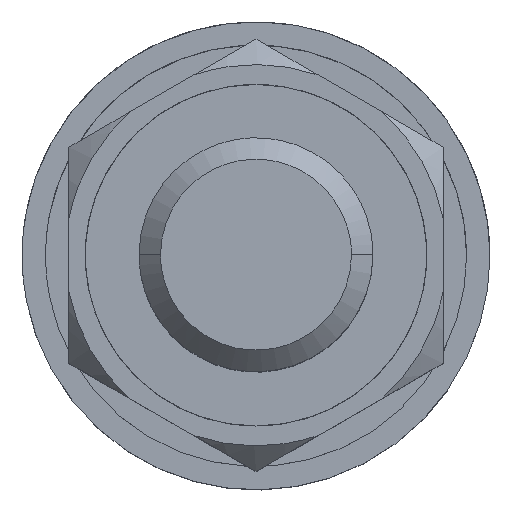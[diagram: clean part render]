
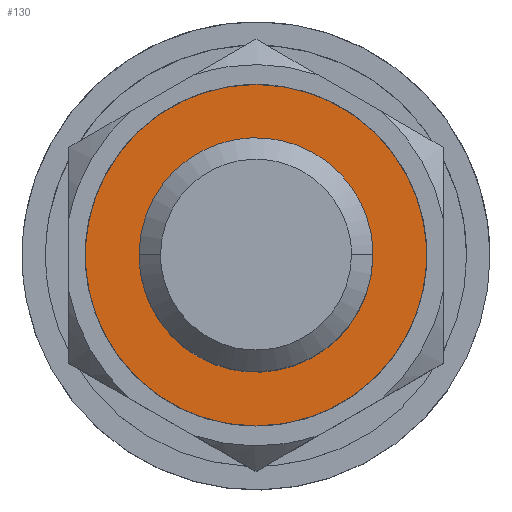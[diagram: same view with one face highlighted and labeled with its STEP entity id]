
A CAD part, top view. The second image highlights one B-rep face of the part: STEP entity #130.
In plain terms, the highlighted planar face has unit normal (0, 0, 1).
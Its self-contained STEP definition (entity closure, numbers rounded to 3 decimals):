
#39=FACE_BOUND('',#373,.T.);
#130=ADVANCED_FACE('',(#247,#39),#1812,.T.);
#247=FACE_OUTER_BOUND('',#372,.T.);
#372=EDGE_LOOP('',(#852,#853));
#373=EDGE_LOOP('',(#854,#855));
#852=ORIENTED_EDGE('',*,*,#1250,.T.);
#853=ORIENTED_EDGE('',*,*,#1248,.T.);
#854=ORIENTED_EDGE('',*,*,#1216,.T.);
#855=ORIENTED_EDGE('',*,*,#1215,.T.);
#1215=EDGE_CURVE('',#1720,#1721,#1543,.T.);
#1216=EDGE_CURVE('',#1721,#1720,#1544,.T.);
#1248=EDGE_CURVE('',#1719,#1718,#1567,.T.);
#1250=EDGE_CURVE('',#1718,#1719,#1569,.T.);
#1543=(
BOUNDED_CURVE()
B_SPLINE_CURVE(2,(#4096,#4097,#4098,#4099,#4100),.UNSPECIFIED.,.F.,.F.)
B_SPLINE_CURVE_WITH_KNOTS((3,2,3),(-15.708,-7.854,0.),
 .UNSPECIFIED.)
CURVE()
GEOMETRIC_REPRESENTATION_ITEM()
RATIONAL_B_SPLINE_CURVE((1.,0.707,1.,0.707,1.))
REPRESENTATION_ITEM('')
);
#1544=(
BOUNDED_CURVE()
B_SPLINE_CURVE(2,(#4101,#4102,#4103,#4104,#4105),.UNSPECIFIED.,.F.,.F.)
B_SPLINE_CURVE_WITH_KNOTS((3,2,3),(-15.708,-7.854,0.),
 .UNSPECIFIED.)
CURVE()
GEOMETRIC_REPRESENTATION_ITEM()
RATIONAL_B_SPLINE_CURVE((1.,0.707,1.,0.707,1.))
REPRESENTATION_ITEM('')
);
#1567=(
BOUNDED_CURVE()
B_SPLINE_CURVE(2,(#4220,#4221,#4222,#4223,#4224),.UNSPECIFIED.,.F.,.F.)
B_SPLINE_CURVE_WITH_KNOTS((3,2,3),(0.,11.467,22.934),
 .UNSPECIFIED.)
CURVE()
GEOMETRIC_REPRESENTATION_ITEM()
RATIONAL_B_SPLINE_CURVE((1.,0.707,1.,0.707,1.))
REPRESENTATION_ITEM('')
);
#1569=(
BOUNDED_CURVE()
B_SPLINE_CURVE(2,(#4227,#4228,#4229,#4230,#4231),.UNSPECIFIED.,.F.,.F.)
B_SPLINE_CURVE_WITH_KNOTS((3,2,3),(0.,11.467,22.934),
 .UNSPECIFIED.)
CURVE()
GEOMETRIC_REPRESENTATION_ITEM()
RATIONAL_B_SPLINE_CURVE((1.,0.707,1.,0.707,1.))
REPRESENTATION_ITEM('')
);
#1718=VERTEX_POINT('',#4045);
#1719=VERTEX_POINT('',#4046);
#1720=VERTEX_POINT('',#4047);
#1721=VERTEX_POINT('',#4048);
#1812=PLANE('',#1970);
#1970=AXIS2_PLACEMENT_3D('',#3676,#2037,$);
#2037=DIRECTION('',(0.,0.,1.));
#3676=CARTESIAN_POINT('',(-8.88,-8.88,-13.2));
#4045=CARTESIAN_POINT('',(0.,-7.3,-13.2));
#4046=CARTESIAN_POINT('',(0.,7.3,-13.2));
#4047=CARTESIAN_POINT('',(-5.,0.,-13.2));
#4048=CARTESIAN_POINT('',(5.,0.,-13.2));
#4096=CARTESIAN_POINT('',(-5.,0.,-13.2));
#4097=CARTESIAN_POINT('',(-5.,5.,-13.2));
#4098=CARTESIAN_POINT('',(0.,5.,-13.2));
#4099=CARTESIAN_POINT('',(5.,5.,-13.2));
#4100=CARTESIAN_POINT('',(5.,0.,-13.2));
#4101=CARTESIAN_POINT('',(5.,0.,-13.2));
#4102=CARTESIAN_POINT('',(5.,-5.,-13.2));
#4103=CARTESIAN_POINT('',(0.,-5.,-13.2));
#4104=CARTESIAN_POINT('',(-5.,-5.,-13.2));
#4105=CARTESIAN_POINT('',(-5.,0.,-13.2));
#4220=CARTESIAN_POINT('',(0.,7.3,-13.2));
#4221=CARTESIAN_POINT('',(-7.3,7.3,-13.2));
#4222=CARTESIAN_POINT('',(-7.3,0.,-13.2));
#4223=CARTESIAN_POINT('',(-7.3,-7.3,-13.2));
#4224=CARTESIAN_POINT('',(0.,-7.3,-13.2));
#4227=CARTESIAN_POINT('',(0.,-7.3,-13.2));
#4228=CARTESIAN_POINT('',(7.3,-7.3,-13.2));
#4229=CARTESIAN_POINT('',(7.3,0.,-13.2));
#4230=CARTESIAN_POINT('',(7.3,7.3,-13.2));
#4231=CARTESIAN_POINT('',(0.,7.3,-13.2));
